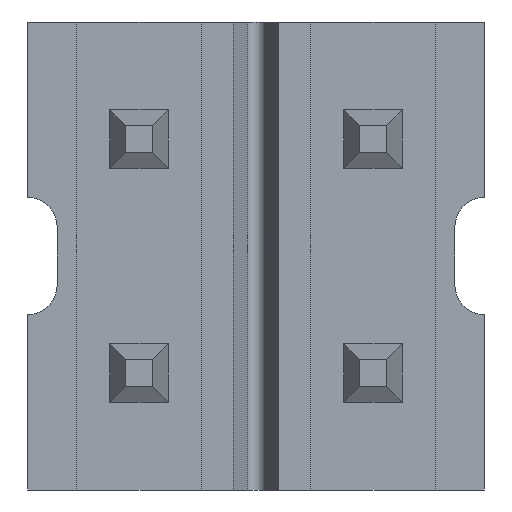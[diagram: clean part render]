
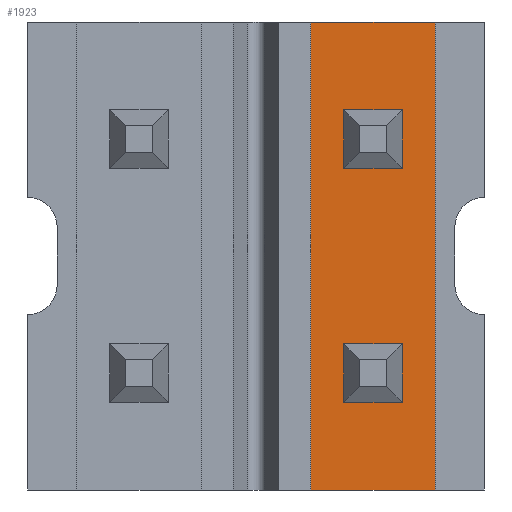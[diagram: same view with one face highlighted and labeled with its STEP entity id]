
A CAD part, front view. The second image highlights one B-rep face of the part: STEP entity #1923.
In plain terms, the highlighted planar face has unit normal (0, -1, 0).
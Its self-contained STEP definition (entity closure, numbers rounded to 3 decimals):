
#70=DIRECTION('',(-1.,0.,0.));
#71=VECTOR('',#70,1.06);
#72=CARTESIAN_POINT('',(1.53,-0.6,-2.));
#73=LINE('',#72,#71);
#244=DIRECTION('',(-1.,0.,0.));
#245=VECTOR('',#244,1.06);
#246=CARTESIAN_POINT('',(1.53,-0.6,2.));
#247=LINE('',#246,#245);
#433=DIRECTION('',(0.,0.,-1.));
#434=VECTOR('',#433,4.);
#435=CARTESIAN_POINT('',(1.53,-0.6,2.));
#436=LINE('',#435,#434);
#437=DIRECTION('',(0.,0.,1.));
#438=VECTOR('',#437,0.5);
#439=CARTESIAN_POINT('',(1.25,-0.6,-1.25));
#440=LINE('',#439,#438);
#441=DIRECTION('',(-1.,0.,0.));
#442=VECTOR('',#441,0.5);
#443=CARTESIAN_POINT('',(1.25,-0.6,-0.75));
#444=LINE('',#443,#442);
#445=DIRECTION('',(0.,0.,1.));
#446=VECTOR('',#445,0.5);
#447=CARTESIAN_POINT('',(0.75,-0.6,-1.25));
#448=LINE('',#447,#446);
#449=DIRECTION('',(-1.,0.,0.));
#450=VECTOR('',#449,0.5);
#451=CARTESIAN_POINT('',(1.25,-0.6,-1.25));
#452=LINE('',#451,#450);
#453=DIRECTION('',(0.,0.,1.));
#454=VECTOR('',#453,0.5);
#455=CARTESIAN_POINT('',(1.25,-0.6,0.75));
#456=LINE('',#455,#454);
#457=DIRECTION('',(-1.,0.,0.));
#458=VECTOR('',#457,0.5);
#459=CARTESIAN_POINT('',(1.25,-0.6,1.25));
#460=LINE('',#459,#458);
#461=DIRECTION('',(0.,0.,1.));
#462=VECTOR('',#461,0.5);
#463=CARTESIAN_POINT('',(0.75,-0.6,0.75));
#464=LINE('',#463,#462);
#465=DIRECTION('',(-1.,0.,0.));
#466=VECTOR('',#465,0.5);
#467=CARTESIAN_POINT('',(1.25,-0.6,0.75));
#468=LINE('',#467,#466);
#469=DIRECTION('',(0.,0.,-1.));
#470=VECTOR('',#469,4.);
#471=CARTESIAN_POINT('',(0.47,-0.6,2.));
#472=LINE('',#471,#470);
#1302=CARTESIAN_POINT('',(1.53,-0.6,-2.));
#1304=VERTEX_POINT('',#1302);
#1305=CARTESIAN_POINT('',(0.47,-0.6,-2.));
#1306=VERTEX_POINT('',#1305);
#1318=CARTESIAN_POINT('',(1.53,-0.6,2.));
#1320=VERTEX_POINT('',#1318);
#1321=CARTESIAN_POINT('',(0.47,-0.6,2.));
#1322=VERTEX_POINT('',#1321);
#1341=CARTESIAN_POINT('',(1.25,-0.6,-1.25));
#1342=CARTESIAN_POINT('',(1.25,-0.6,-0.75));
#1343=VERTEX_POINT('',#1341);
#1344=VERTEX_POINT('',#1342);
#1345=CARTESIAN_POINT('',(1.25,-0.6,0.75));
#1346=CARTESIAN_POINT('',(1.25,-0.6,1.25));
#1347=VERTEX_POINT('',#1345);
#1348=VERTEX_POINT('',#1346);
#1349=CARTESIAN_POINT('',(0.75,-0.6,-1.25));
#1350=CARTESIAN_POINT('',(0.75,-0.6,-0.75));
#1351=VERTEX_POINT('',#1349);
#1352=VERTEX_POINT('',#1350);
#1353=CARTESIAN_POINT('',(0.75,-0.6,0.75));
#1354=CARTESIAN_POINT('',(0.75,-0.6,1.25));
#1355=VERTEX_POINT('',#1353);
#1356=VERTEX_POINT('',#1354);
#1893=CARTESIAN_POINT('',(1.53,-0.6,2.));
#1894=DIRECTION('',(0.,1.,0.));
#1895=DIRECTION('',(-1.,0.,0.));
#1896=AXIS2_PLACEMENT_3D('',#1893,#1894,#1895);
#1897=PLANE('',#1896);
#1898=ORIENTED_EDGE('',*,*,#1460,.T.);
#1900=ORIENTED_EDGE('',*,*,#1899,.F.);
#1901=ORIENTED_EDGE('',*,*,#1667,.F.);
#1903=ORIENTED_EDGE('',*,*,#1902,.T.);
#1904=EDGE_LOOP('',(#1898,#1900,#1901,#1903));
#1905=FACE_OUTER_BOUND('',#1904,.F.);
#1906=ORIENTED_EDGE('',*,*,#1784,.T.);
#1908=ORIENTED_EDGE('',*,*,#1907,.T.);
#1910=ORIENTED_EDGE('',*,*,#1909,.F.);
#1912=ORIENTED_EDGE('',*,*,#1911,.F.);
#1913=EDGE_LOOP('',(#1906,#1908,#1910,#1912));
#1914=FACE_BOUND('',#1913,.F.);
#1915=ORIENTED_EDGE('',*,*,#1768,.T.);
#1917=ORIENTED_EDGE('',*,*,#1916,.T.);
#1919=ORIENTED_EDGE('',*,*,#1918,.F.);
#1920=ORIENTED_EDGE('',*,*,#1872,.F.);
#1921=EDGE_LOOP('',(#1915,#1917,#1919,#1920));
#1922=FACE_BOUND('',#1921,.F.);
#1923=ADVANCED_FACE('',(#1905,#1914,#1922),#1897,.F.);
#1460=EDGE_CURVE('',#1304,#1306,#73,.T.);
#1667=EDGE_CURVE('',#1320,#1322,#247,.T.);
#1768=EDGE_CURVE('',#1347,#1348,#456,.T.);
#1784=EDGE_CURVE('',#1343,#1344,#440,.T.);
#1872=EDGE_CURVE('',#1347,#1355,#468,.T.);
#1899=EDGE_CURVE('',#1322,#1306,#472,.T.);
#1902=EDGE_CURVE('',#1320,#1304,#436,.T.);
#1907=EDGE_CURVE('',#1344,#1352,#444,.T.);
#1909=EDGE_CURVE('',#1351,#1352,#448,.T.);
#1911=EDGE_CURVE('',#1343,#1351,#452,.T.);
#1916=EDGE_CURVE('',#1348,#1356,#460,.T.);
#1918=EDGE_CURVE('',#1355,#1356,#464,.T.);
